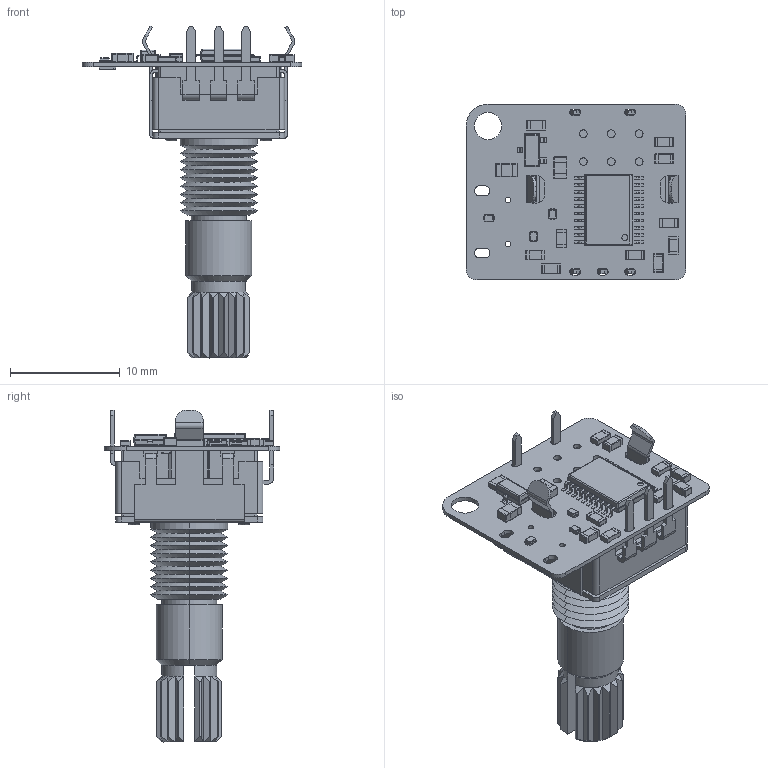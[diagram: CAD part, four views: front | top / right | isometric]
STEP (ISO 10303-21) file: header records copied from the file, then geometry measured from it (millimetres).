
FILE_DESCRIPTION(('Open CASCADE Model'),'2;1');
FILE_NAME('Open CASCADE Shape Model','2022-02-15T14:28:12',('Author'),( 'Open CASCADE'),'Open CASCADE STEP processor 6.8','Open CASCADE 6.8' ,'Unknown');
FILE_SCHEMA(('AUTOMOTIVE_DESIGN { 1 0 10303 214 1 1 1 1 }'));
Length unit declared in the file: millimetre
Products named in the file (98): PCB; Board; Open CASCADE STEP translator 6.8 1.1.1; LED; scaled; D3; 6073140624; Body; Open_CASCADE_STEP_translator_6.8_2.1.1; lead; D2; 6073145424; D1; 6073145504; R2; 6073143424; Mid_Body; Terminal; Open_CASCADE_STEP_translator_6.8_12.2.1; Mark; R1; 6073145264; MCU; 6073145584; Open_CASCADE_STEP_translator_6.8_14.1; Open_CASCADE_STEP_translator_6.8_14.2.1; Leader; C3; 6073145984; Open_CASCADE_STEP_translator_6.8_14.1.1; Open_CASCADE_STEP_translator_6.8_14.1.2; C11; 6073145824; Open_CASCADE_STEP_translator_6.8_28.1.1; Open_CASCADE_STEP_translator_6.8_28.1.2; Open_CASCADE_STEP_translator_6.8_28.2.1; LDO; 6073145344; Open_CASCADE_STEP_translator_6.8_1.1.1; R7 ...
Assembly tree (127 placements, depth 5):
  PCB
    Board
      Open CASCADE STEP translator 6.8 1.1.1
    LED
      scaled
    D3
      6073140624
        Body
          Open_CASCADE_STEP_translator_6.8_2.1.1
        lead  x2
    D2
      6073145424
        Body
          Open_CASCADE_STEP_translator_6.8_2.1.1
        lead  x2
    D1
      6073145504
        Body
          Open_CASCADE_STEP_translator_6.8_2.1.1
        lead  x2
    R2
      6073143424
        Mid_Body
        Terminal  x2
          Open_CASCADE_STEP_translator_6.8_12.2.1
        Mark
    R1
      6073145264
        Mid_Body
        Terminal  x2
          Open_CASCADE_STEP_translator_6.8_12.2.1
        Mark
    MCU
      6073145584
        Open_CASCADE_STEP_translator_6.8_14.1
        Body
          Open_CASCADE_STEP_translator_6.8_14.2.1
        Leader  x20
    C3
      6073145984
        Terminal
          Open_CASCADE_STEP_translator_6.8_14.1.1
          Open_CASCADE_STEP_translator_6.8_14.1.2
        Mid_Body
          Open_CASCADE_STEP_translator_6.8_14.2.1
    C11
      6073145824
        Terminal
          Open_CASCADE_STEP_translator_6.8_28.1.1
          Open_CASCADE_STEP_translator_6.8_28.1.2
        Mid_Body
          Open_CASCADE_STEP_translator_6.8_28.2.1
    LDO
      6073145344
        Body
          Open_CASCADE_STEP_translator_6.8_1.1.1
        Leader  x3
    R7
      6073145264
        Mid_Body
Bounding box: 20 x 16 x 30.2 mm (x, y, z)
Volume: 1709.7 mm3; surface area: 2467.7 mm2
Topology: 90 solids, 91 shells, 1925 faces, 4390 edges, 2561 vertices
Faces by surface type: plane 1154, cylinder 521, sphere 114, cone 68, bspline 60, torus 8
Full cylindrical faces by diameter (mm): 0.5 x2, 0.55 x1, 0.7 x6, 2.5 x1
Entity records: 43514 total; most frequent: CARTESIAN_POINT 10998, DIRECTION 6287, ORIENTED_EDGE 6073, EDGE_CURVE 3037, AXIS2_PLACEMENT_3D 2190, LINE 1907, VECTOR 1907, VERTEX_POINT 1825
